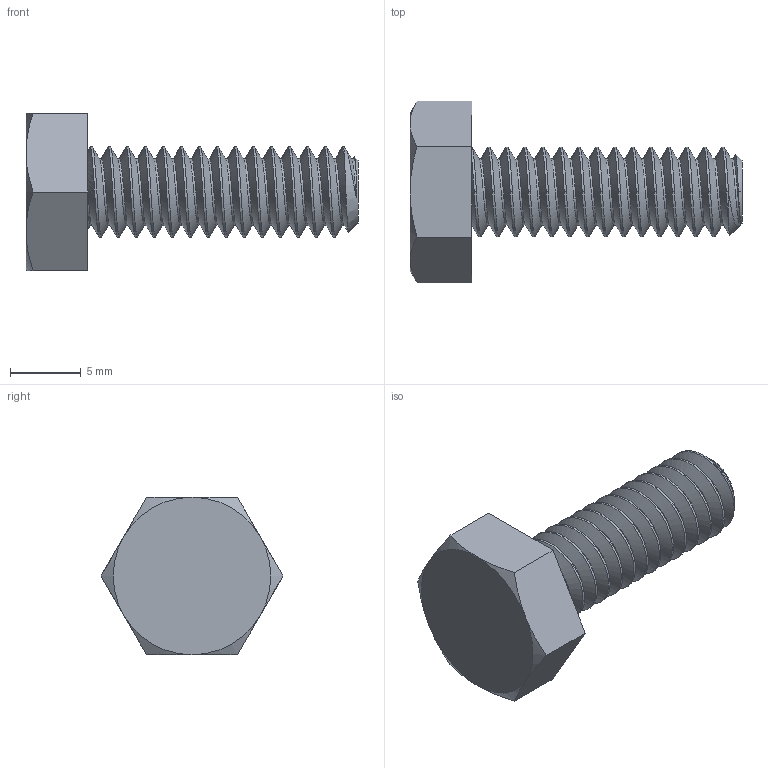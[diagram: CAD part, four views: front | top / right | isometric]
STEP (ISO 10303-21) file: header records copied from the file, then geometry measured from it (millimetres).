
FILE_DESCRIPTION (( 'STEP AP203' ), '1' );
FILE_NAME ('91309A540.step', '2014-11-03T13:49:43', ( '' ), ( '' ), 'SwSTEP 2.0', 'SolidWorks 2010', '' );
FILE_SCHEMA (( 'CONFIG_CONTROL_DESIGN' ));
Length unit declared in the file: inch
Products named in the file (1): 91309A540
Bounding box: 23.42 x 12.83 x 11.11 mm (x, y, z)
Volume: 924.5 mm3; surface area: 943.9 mm2
Topology: 1 solids, 1 shells, 50 faces, 134 edges, 87 vertices
Faces by surface type: cylinder 30, plane 9, cone 8, bspline 3
Entity records: 4049 total; most frequent: CARTESIAN_POINT 2945, ORIENTED_EDGE 268, DIRECTION 159, EDGE_CURVE 134, VERTEX_POINT 87, AXIS2_PLACEMENT_3D 58, EDGE_LOOP 51, FACE_OUTER_BOUND 50
